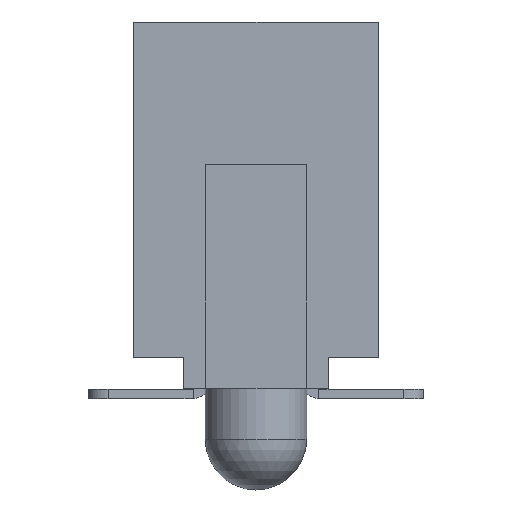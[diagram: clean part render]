
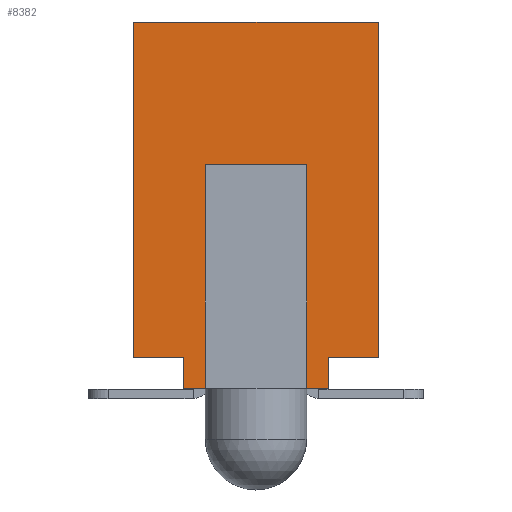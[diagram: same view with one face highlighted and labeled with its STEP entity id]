
A CAD part, left-side view. The second image highlights one B-rep face of the part: STEP entity #8382.
In plain terms, the highlighted planar face has unit normal (-1, 0, 0).
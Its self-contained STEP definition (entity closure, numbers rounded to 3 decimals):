
#437=CARTESIAN_POINT('',(-4.635,0.9,-4.57));
#438=VERTEX_POINT('',#437);
#439=CARTESIAN_POINT('',(-4.635,0.9,-4.19));
#440=VERTEX_POINT('',#439);
#441=CARTESIAN_POINT('',(-4.635,0.9,-4.57));
#442=DIRECTION('',(0.,0.,1.));
#443=VECTOR('',#442,0.38);
#444=LINE('',#441,#443);
#445=EDGE_CURVE('',#438,#440,#444,.T.);
#532=CARTESIAN_POINT('',(-4.635,-0.9,-4.19));
#533=VERTEX_POINT('',#532);
#534=CARTESIAN_POINT('',(-4.635,-0.9,-4.57));
#535=VERTEX_POINT('',#534);
#536=CARTESIAN_POINT('',(-4.635,-0.9,-4.19));
#537=DIRECTION('',(0.,0.,-1.));
#538=VECTOR('',#537,0.38);
#539=LINE('',#536,#538);
#540=EDGE_CURVE('',#533,#535,#539,.T.);
#1736=CARTESIAN_POINT('',(-4.635,-1.525,-4.19));
#1737=VERTEX_POINT('',#1736);
#1744=CARTESIAN_POINT('',(-4.635,-1.525,-4.19));
#1745=DIRECTION('',(0.,1.,0.));
#1746=VECTOR('',#1745,0.625);
#1747=LINE('',#1744,#1746);
#1748=EDGE_CURVE('',#1737,#533,#1747,.T.);
#1753=CARTESIAN_POINT('',(-4.635,1.525,-4.19));
#1754=VERTEX_POINT('',#1753);
#1755=CARTESIAN_POINT('',(-4.635,0.9,-4.19));
#1756=DIRECTION('',(0.,1.,0.));
#1757=VECTOR('',#1756,0.625);
#1758=LINE('',#1755,#1757);
#1759=EDGE_CURVE('',#440,#1754,#1758,.T.);
#2562=CARTESIAN_POINT('',(-4.635,1.525,0.));
#2563=VERTEX_POINT('',#2562);
#2564=CARTESIAN_POINT('',(-4.635,1.525,-4.19));
#2565=DIRECTION('',(0.,0.,1.));
#2566=VECTOR('',#2565,4.19);
#2567=LINE('',#2564,#2566);
#2568=EDGE_CURVE('',#1754,#2563,#2567,.T.);
#2914=CARTESIAN_POINT('',(-4.635,-1.525,0.));
#2915=VERTEX_POINT('',#2914);
#2916=CARTESIAN_POINT('',(-4.635,1.525,0.));
#2917=DIRECTION('',(0.,-1.,0.));
#2918=VECTOR('',#2917,3.05);
#2919=LINE('',#2916,#2918);
#2920=EDGE_CURVE('',#2563,#2915,#2919,.T.);
#3385=CARTESIAN_POINT('',(-4.635,-1.525,0.));
#3386=DIRECTION('',(0.,0.,-1.));
#3387=VECTOR('',#3386,4.19);
#3388=LINE('',#3385,#3387);
#3389=EDGE_CURVE('',#2915,#1737,#3388,.T.);
#8330=CARTESIAN_POINT('',(-4.635,0.,-2.285));
#8331=DIRECTION('',(0.,-1.,0.));
#8332=DIRECTION('',(-1.,0.,0.));
#8333=AXIS2_PLACEMENT_3D('',#8330,#8332,#8331);
#8334=PLANE('',#8333);
#8335=ORIENTED_EDGE('',*,*,#2568,.F.);
#8336=ORIENTED_EDGE('',*,*,#1759,.F.);
#8337=ORIENTED_EDGE('',*,*,#445,.F.);
#8338=CARTESIAN_POINT('',(-4.635,0.635,-4.57));
#8339=VERTEX_POINT('',#8338);
#8340=CARTESIAN_POINT('',(-4.635,0.9,-4.57));
#8341=DIRECTION('',(0.,-1.,0.));
#8342=VECTOR('',#8341,0.265);
#8343=LINE('',#8340,#8342);
#8344=EDGE_CURVE('',#438,#8339,#8343,.T.);
#8345=ORIENTED_EDGE('',*,*,#8344,.T.);
#8346=CARTESIAN_POINT('',(-4.635,0.635,-1.78));
#8347=VERTEX_POINT('',#8346);
#8348=CARTESIAN_POINT('',(-4.635,0.635,-4.57));
#8349=DIRECTION('',(0.,0.,1.));
#8350=VECTOR('',#8349,2.79);
#8351=LINE('',#8348,#8350);
#8352=EDGE_CURVE('',#8339,#8347,#8351,.T.);
#8353=ORIENTED_EDGE('',*,*,#8352,.T.);
#8354=CARTESIAN_POINT('',(-4.635,-0.635,-1.78));
#8355=VERTEX_POINT('',#8354);
#8356=CARTESIAN_POINT('',(-4.635,0.635,-1.78));
#8357=DIRECTION('',(0.,-1.,0.));
#8358=VECTOR('',#8357,1.27);
#8359=LINE('',#8356,#8358);
#8360=EDGE_CURVE('',#8347,#8355,#8359,.T.);
#8361=ORIENTED_EDGE('',*,*,#8360,.T.);
#8362=CARTESIAN_POINT('',(-4.635,-0.635,-4.57));
#8363=VERTEX_POINT('',#8362);
#8364=CARTESIAN_POINT('',(-4.635,-0.635,-1.78));
#8365=DIRECTION('',(0.,0.,-1.));
#8366=VECTOR('',#8365,2.79);
#8367=LINE('',#8364,#8366);
#8368=EDGE_CURVE('',#8355,#8363,#8367,.T.);
#8369=ORIENTED_EDGE('',*,*,#8368,.T.);
#8370=CARTESIAN_POINT('',(-4.635,-0.635,-4.57));
#8371=DIRECTION('',(0.,-1.,0.));
#8372=VECTOR('',#8371,0.265);
#8373=LINE('',#8370,#8372);
#8374=EDGE_CURVE('',#8363,#535,#8373,.T.);
#8375=ORIENTED_EDGE('',*,*,#8374,.T.);
#8376=ORIENTED_EDGE('',*,*,#540,.F.);
#8377=ORIENTED_EDGE('',*,*,#1748,.F.);
#8378=ORIENTED_EDGE('',*,*,#3389,.F.);
#8379=ORIENTED_EDGE('',*,*,#2920,.F.);
#8380=EDGE_LOOP('',(#8335,#8336,#8337,#8345,#8353,#8361,#8369,#8375,#8376,#8377,#8378,#8379));
#8381=FACE_OUTER_BOUND('',#8380,.T.);
#8382=ADVANCED_FACE('',(#8381),#8334,.T.);
